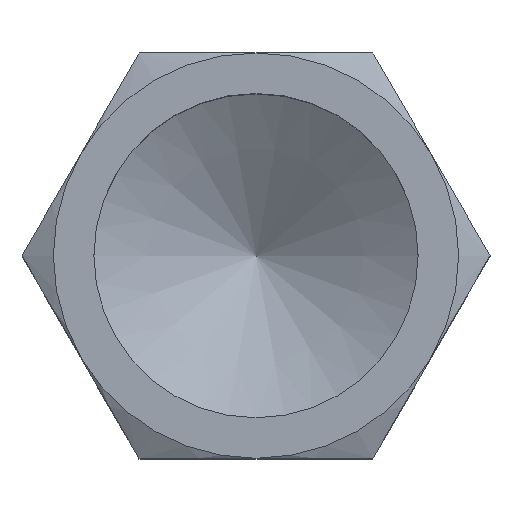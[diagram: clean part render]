
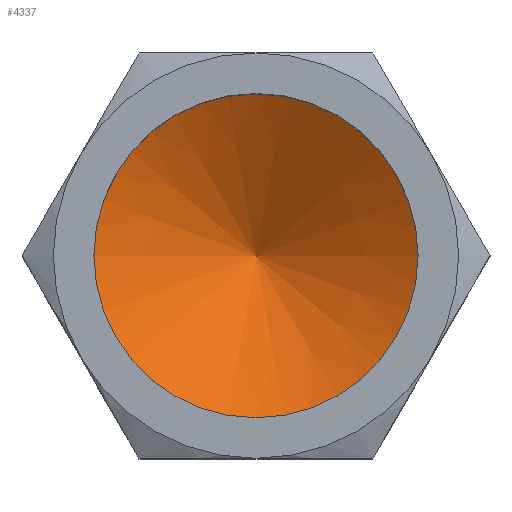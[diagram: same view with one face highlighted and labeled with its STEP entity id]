
A CAD part, top view. The second image highlights one B-rep face of the part: STEP entity #4337.
In plain terms, the highlighted conical face has half-angle 59 degrees and reference radius 3.175 mm.
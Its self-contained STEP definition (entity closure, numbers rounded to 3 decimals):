
#42=CIRCLE('',#4545,6.35);
#59=CONICAL_SURFACE('',#4544,3.175,1.03);
#485=FACE_OUTER_BOUND('',#749,.T.);
#749=EDGE_LOOP('',(#3953,#3954,#3955));
#1192=LINE('',#7543,#1617);
#1617=VECTOR('',#5329,3.175);
#2157=VERTEX_POINT('',#7540);
#2158=VERTEX_POINT('',#7542);
#2761=EDGE_CURVE('',#2157,#2157,#42,.T.);
#2762=EDGE_CURVE('',#2157,#2158,#1192,.T.);
#3953=ORIENTED_EDGE('',*,*,#2761,.T.);
#3954=ORIENTED_EDGE('',*,*,#2762,.T.);
#3955=ORIENTED_EDGE('',*,*,#2762,.F.);
#4337=ADVANCED_FACE('',(#485),#59,.F.);
#4544=AXIS2_PLACEMENT_3D('',#7539,#5325,#5326);
#4545=AXIS2_PLACEMENT_3D('',#7541,#5327,#5328);
#5325=DIRECTION('center_axis',(0.,0.,1.));
#5326=DIRECTION('ref_axis',(1.,0.,0.));
#5327=DIRECTION('center_axis',(0.,0.,1.));
#5328=DIRECTION('ref_axis',(1.,0.,0.));
#5329=DIRECTION('',(0.857,0.,-0.515));
#7539=CARTESIAN_POINT('Origin',(0.,0.,
5.092));
#7540=CARTESIAN_POINT('',(-6.35,0.,7.));
#7541=CARTESIAN_POINT('Origin',(0.,0.,
7.));
#7542=CARTESIAN_POINT('',(0.,0.,3.185));
#7543=CARTESIAN_POINT('',(-3.175,0.,5.092));
